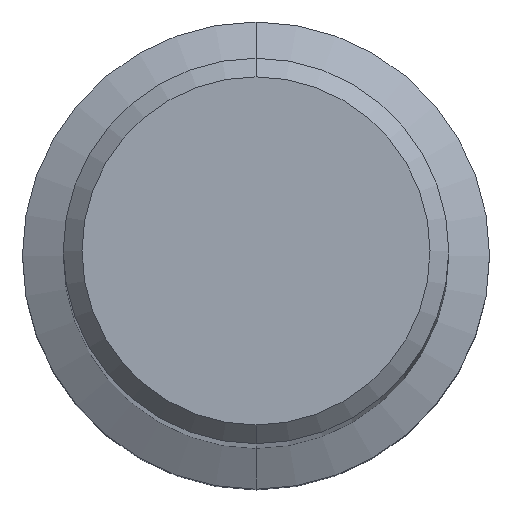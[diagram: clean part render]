
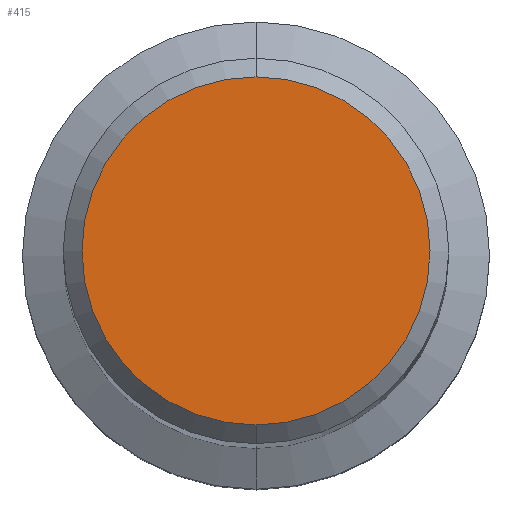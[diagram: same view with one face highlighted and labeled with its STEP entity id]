
A CAD part, top view. The second image highlights one B-rep face of the part: STEP entity #415.
In plain terms, the highlighted planar face has unit normal (0, 0, 1).
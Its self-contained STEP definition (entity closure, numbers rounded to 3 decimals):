
#215=EDGE_CURVE('',#265,#439,#572,.T.);
#265=VERTEX_POINT('',#625);
#373=EDGE_CURVE('',#439,#265,#746,.T.);
#415=ADVANCED_FACE('',(#793),#794,.T.);
#439=VERTEX_POINT('',#819);
#572=CIRCLE('',#963,7.45);
#625=CARTESIAN_POINT('',(0.,-7.45,0.0));
#746=CIRCLE('',#1338,7.45);
#793=FACE_OUTER_BOUND('',#1445,.T.);
#794=PLANE('',#1446);
#819=CARTESIAN_POINT('',(0.0,7.45,0.0));
#963=AXIS2_PLACEMENT_3D('',#1727,#1728,#1729);
#1338=AXIS2_PLACEMENT_3D('',#1943,#1944,#1945);
#1445=EDGE_LOOP('',(#2008,#2009));
#1446=AXIS2_PLACEMENT_3D('',#2010,#2011,#2012);
#1727=CARTESIAN_POINT('',(0.0,0.0,0.0));
#1728=DIRECTION('',(0.0,0.0,-1.0));
#1729=DIRECTION('',(0.0,1.0,0.0));
#1943=CARTESIAN_POINT('',(0.0,0.0,0.0));
#1944=DIRECTION('',(0.0,0.0,-1.0));
#1945=DIRECTION('',(0.0,1.0,0.0));
#2008=ORIENTED_EDGE('',*,*,#373,.F.);
#2009=ORIENTED_EDGE('',*,*,#215,.F.);
#2010=CARTESIAN_POINT('',(0.0,3.725,0.0));
#2011=DIRECTION('',(-0.0,0.0,1.0));
#2012=DIRECTION('',(0.0,-1.0,0.0));
